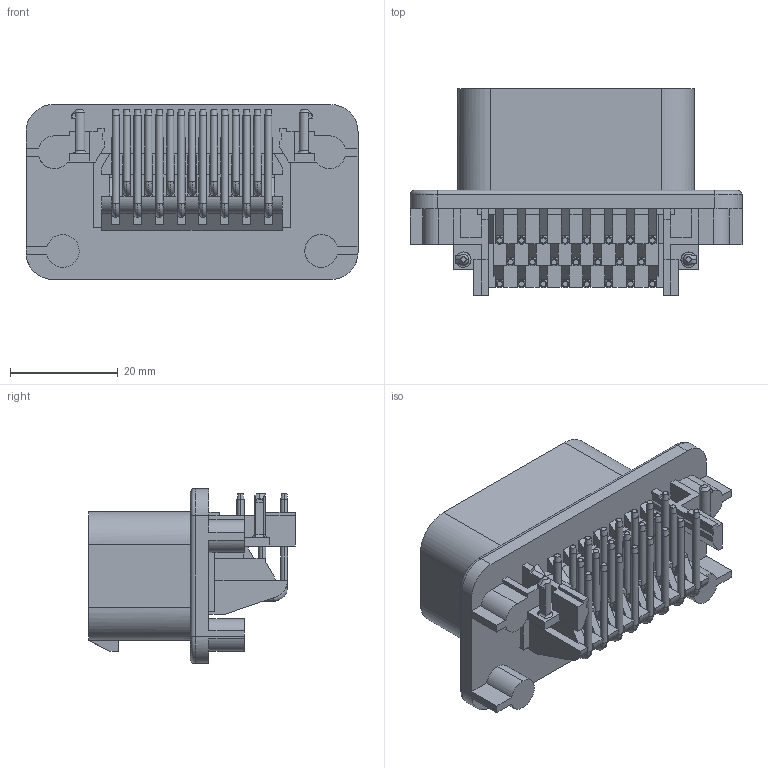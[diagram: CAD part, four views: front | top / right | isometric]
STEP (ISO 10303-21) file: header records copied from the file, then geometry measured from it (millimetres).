
FILE_DESCRIPTION( ('This file contains a STEP AP42 implementation' ,'as created by ZW3D STEP Interface translator.') ,'2;1' );
FILE_NAME( '74040-3MR023ABSMJAX(W).stp' ,'23 314.144747', (''), ('ZWCAD Software Co.'), 'Version 1.0', 'ZW3D to STEP translator', '' );
FILE_SCHEMA(('AUTOMOTIVE_DESIGN { 1 0 10303 214 1 1 1 1 }'));
Length unit declared in the file: millimetre
Products named in the file (2): 0; 12
Bounding box: 61.51 x 38.28 x 32.42 mm (x, y, z)
Volume: 16352 mm3; surface area: 19915.7 mm2
Topology: 15 solids, 29 shells, 1384 faces, 3427 edges, 2085 vertices
Faces by surface type: plane 563, cylinder 464, bspline 193, cone 100, sphere 64
Entity records: 72514 total; most frequent: CARTESIAN_POINT 46481, ORIENTED_EDGE 6590, EDGE_CURVE 3333, B_SPLINE_CURVE_WITH_KNOTS 3321, DIRECTION 2396, VERTEX_POINT 2085, EDGE_LOOP 1475, FACE_OUTER_BOUND 1384
